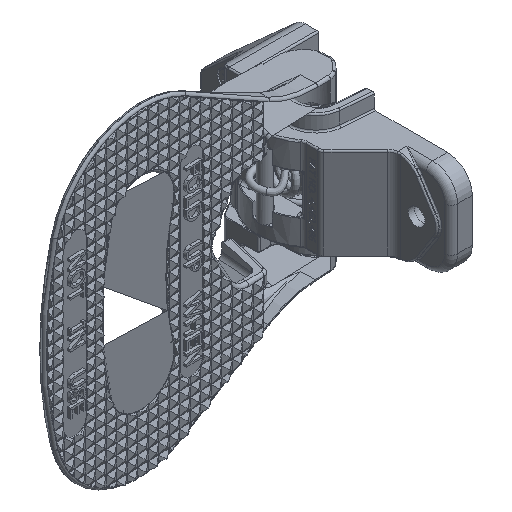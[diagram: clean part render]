
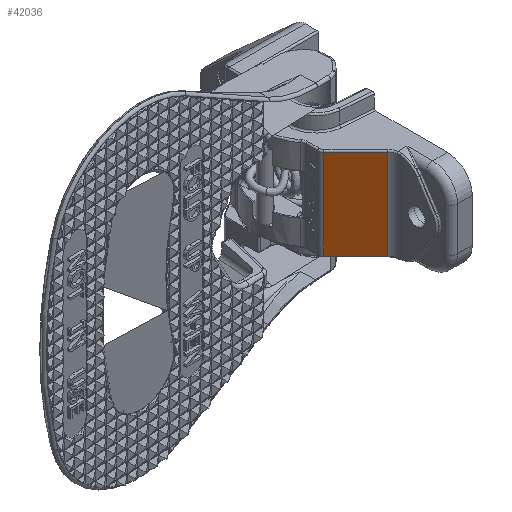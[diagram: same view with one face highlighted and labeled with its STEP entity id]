
A CAD part, isometric view. The second image highlights one B-rep face of the part: STEP entity #42036.
In plain terms, the highlighted planar face has unit normal (-0.707, -0.707, 0).
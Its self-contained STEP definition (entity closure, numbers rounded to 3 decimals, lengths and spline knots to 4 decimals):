
#1183=LINE('',#67138,#5371);
#1305=LINE('',#69023,#5493);
#1307=LINE('',#69067,#5495);
#1308=LINE('',#69069,#5496);
#5371=VECTOR('',#50119,0.3937);
#5493=VECTOR('',#50861,0.3937);
#5495=VECTOR('',#50891,0.3937);
#5496=VECTOR('',#50894,0.3937);
#9553=PLANE('',#45302);
#13107=FACE_OUTER_BOUND('',#16126,.T.);
#16126=EDGE_LOOP('',(#31892,#31893,#31894,#31895));
#20173=VERTEX_POINT('',#67132);
#20174=VERTEX_POINT('',#67136);
#20356=VERTEX_POINT('',#69017);
#20357=VERTEX_POINT('',#69021);
#23872=EDGE_CURVE('',#20173,#20174,#1183,.T.);
#24221=EDGE_CURVE('',#20356,#20357,#1305,.T.);
#24231=EDGE_CURVE('',#20173,#20356,#1307,.T.);
#24232=EDGE_CURVE('',#20357,#20174,#1308,.T.);
#31892=ORIENTED_EDGE('',*,*,#24221,.F.);
#31893=ORIENTED_EDGE('',*,*,#24231,.F.);
#31894=ORIENTED_EDGE('',*,*,#23872,.T.);
#31895=ORIENTED_EDGE('',*,*,#24232,.F.);
#42036=ADVANCED_FACE('',(#13107),#9553,.F.);
#45302=AXIS2_PLACEMENT_3D('',#69068,#50892,#50893);
#50119=DIRECTION('',(0.707,-0.707,0.));
#50861=DIRECTION('',(0.707,-0.707,0.));
#50891=DIRECTION('',(0.,0.,1.));
#50892=DIRECTION('center_axis',(0.707,0.707,0.));
#50893=DIRECTION('ref_axis',(0.,0.,
1.));
#50894=DIRECTION('',(0.,0.,-1.));
#67132=CARTESIAN_POINT('',(0.2169,-0.9766,-0.9075));
#67136=CARTESIAN_POINT('',(0.861,-1.6208,-0.9075));
#67138=CARTESIAN_POINT('',(0.2438,-1.0035,-0.9075));
#69017=CARTESIAN_POINT('',(0.2169,-0.9766,0.9075));
#69021=CARTESIAN_POINT('',(0.861,-1.6208,0.9075));
#69023=CARTESIAN_POINT('',(0.2438,-1.0035,0.9075));
#69067=CARTESIAN_POINT('',(0.2169,-0.9766,0.));
#69068=CARTESIAN_POINT('Origin',(0.1803,-0.94,0.));
#69069=CARTESIAN_POINT('',(0.861,-1.6208,0.));
